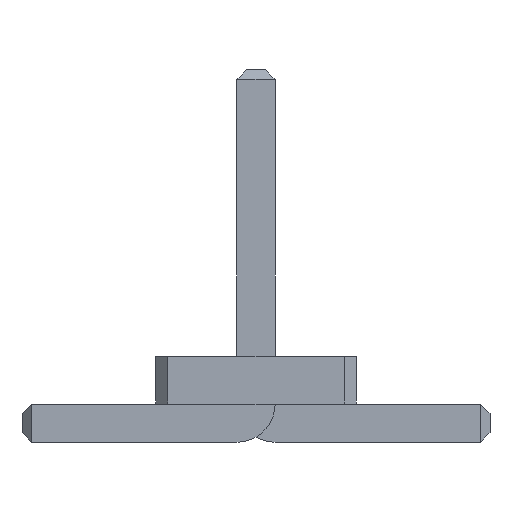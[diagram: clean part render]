
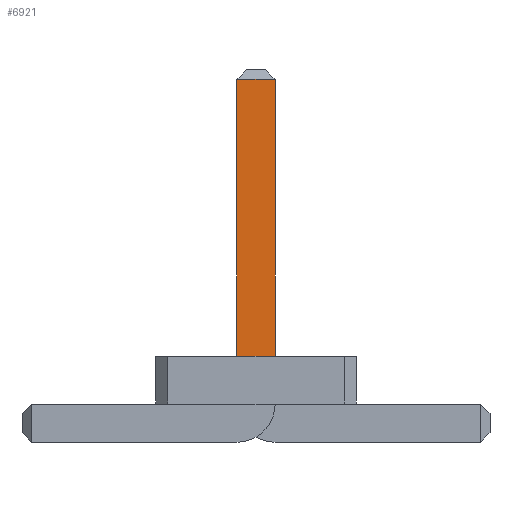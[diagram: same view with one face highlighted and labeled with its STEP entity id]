
A CAD part, front view. The second image highlights one B-rep face of the part: STEP entity #6921.
In plain terms, the highlighted planar face has unit normal (0, -1, 0).
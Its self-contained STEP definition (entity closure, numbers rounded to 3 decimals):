
#2637 = VERTEX_POINT('',#2638);
#2638 = CARTESIAN_POINT('',(-0.2,-9.09,0.9));
#2644 = EDGE_CURVE('',#2637,#2645,#2647,.T.);
#2645 = VERTEX_POINT('',#2646);
#2646 = CARTESIAN_POINT('',(0.2,-9.09,0.9));
#2647 = LINE('',#2648,#2649);
#2648 = CARTESIAN_POINT('',(-0.362,-9.09,0.9));
#2649 = VECTOR('',#2650,1.);
#2650 = DIRECTION('',(1.,0.,0.));
#6903 = EDGE_CURVE('',#2645,#6904,#6906,.T.);
#6904 = VERTEX_POINT('',#6905);
#6905 = CARTESIAN_POINT('',(0.2,-9.09,3.8));
#6906 = LINE('',#6907,#6908);
#6907 = CARTESIAN_POINT('',(0.2,-9.09,0.));
#6908 = VECTOR('',#6909,1.);
#6909 = DIRECTION('',(0.,0.,1.));
#6921 = ADVANCED_FACE('',(#6922),#6940,.F.);
#6922 = FACE_BOUND('',#6923,.F.);
#6923 = EDGE_LOOP('',(#6924,#6925,#6926,#6934));
#6924 = ORIENTED_EDGE('',*,*,#6903,.F.);
#6925 = ORIENTED_EDGE('',*,*,#2644,.F.);
#6926 = ORIENTED_EDGE('',*,*,#6927,.F.);
#6927 = EDGE_CURVE('',#6928,#2637,#6930,.T.);
#6928 = VERTEX_POINT('',#6929);
#6929 = CARTESIAN_POINT('',(-0.2,-9.09,3.8));
#6930 = LINE('',#6931,#6932);
#6931 = CARTESIAN_POINT('',(-0.2,-9.09,3.9));
#6932 = VECTOR('',#6933,1.);
#6933 = DIRECTION('',(0.,0.,-1.));
#6934 = ORIENTED_EDGE('',*,*,#6935,.F.);
#6935 = EDGE_CURVE('',#6904,#6928,#6936,.T.);
#6936 = LINE('',#6937,#6938);
#6937 = CARTESIAN_POINT('',(0.2,-9.09,3.8));
#6938 = VECTOR('',#6939,1.);
#6939 = DIRECTION('',(-1.,0.,0.));
#6940 = PLANE('',#6941);
#6941 = AXIS2_PLACEMENT_3D('',#6942,#6943,#6944);
#6942 = CARTESIAN_POINT('',(0.2,-9.09,3.9));
#6943 = DIRECTION('',(0.,1.,0.));
#6944 = DIRECTION('',(0.,0.,1.));
